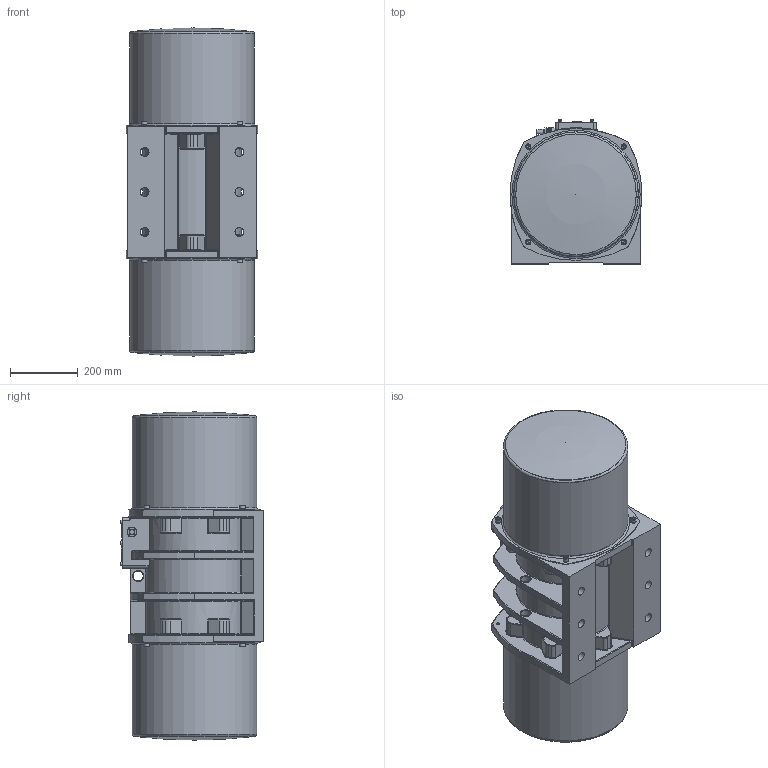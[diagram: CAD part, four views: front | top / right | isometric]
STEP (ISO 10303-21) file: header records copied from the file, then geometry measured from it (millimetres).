
FILE_DESCRIPTION((''),'2;1');
FILE_NAME('GE70-2500-8 nativ.stp','2010-03-04T11:01:47',('Doris'),(''),'Autodesk Inventor 2008','Autodesk Inventor 2008','');
FILE_SCHEMA(('AUTOMOTIVE_DESIGN { 1 0 10303 214 1 1 1 1 }'));
Length unit declared in the file: millimetre
Products named in the file (1): GE70-2500-8 nativ
Bounding box: 390 x 425.17 x 970 mm (x, y, z)
Volume: 15176323.7 mm3; surface area: 3346335.8 mm2
Topology: 1 solids, 15 shells, 1335 faces, 3084 edges, 1853 vertices
Faces by surface type: cylinder 442, plane 423, bspline 271, torus 86, cone 82, sphere 31
Full cylindrical faces by diameter (mm): 2.729 x2, 3 x4, 4.134 x1, 4.917 x8, 6 x6, 6.4 x6, 7 x6, 8.376 x8, 10 x20, 10.5 x8, 11 x14, 13.835 x12, 16 x16, 16.5 x1, 17 x2, 18 x1, 18.752 x1, 20 x2, 20.376 x1, 23.8 x3, 26 x6, 28 x2, 30 x5, 46 x4, 50 x2, 270 x1, 365 x2, 369 x2
Entity records: 50527 total; most frequent: CARTESIAN_POINT 21409, DIRECTION 5808, ORIENTED_EDGE 5384, EDGE_CURVE 2692, AXIS2_PLACEMENT_3D 2397, EDGE_LOOP 1752, VERTEX_POINT 1747, FACE_OUTER_BOUND 1335
